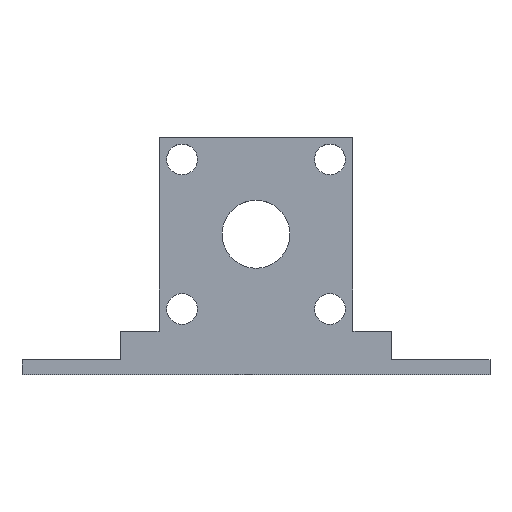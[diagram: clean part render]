
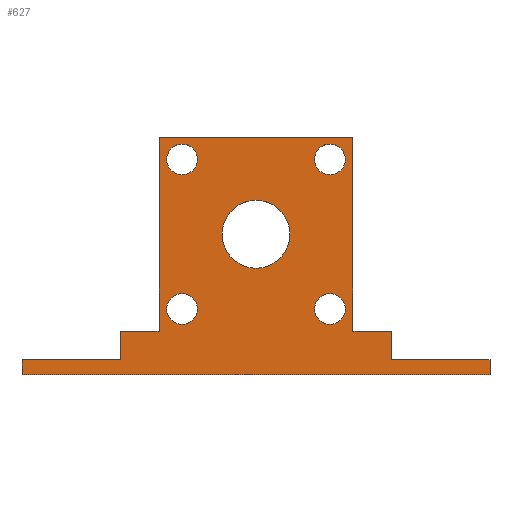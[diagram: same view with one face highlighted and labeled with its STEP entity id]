
A CAD part, top view. The second image highlights one B-rep face of the part: STEP entity #627.
In plain terms, the highlighted planar face has unit normal (0, 0, 1).
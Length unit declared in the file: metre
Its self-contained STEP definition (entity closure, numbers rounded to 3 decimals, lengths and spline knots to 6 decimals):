
#30=CIRCLE('',#681,0.0069);
#31=CIRCLE('',#684,0.003125);
#32=CIRCLE('',#685,0.003125);
#33=CIRCLE('',#686,0.003125);
#34=CIRCLE('',#687,0.003125);
#102=ORIENTED_EDGE('',*,*,#257,.F.);
#103=ORIENTED_EDGE('',*,*,#246,.F.);
#104=ORIENTED_EDGE('',*,*,#232,.F.);
#105=ORIENTED_EDGE('',*,*,#249,.T.);
#106=ORIENTED_EDGE('',*,*,#258,.F.);
#107=ORIENTED_EDGE('',*,*,#259,.T.);
#108=ORIENTED_EDGE('',*,*,#250,.T.);
#109=ORIENTED_EDGE('',*,*,#254,.T.);
#110=ORIENTED_EDGE('',*,*,#256,.F.);
#111=ORIENTED_EDGE('',*,*,#242,.F.);
#112=ORIENTED_EDGE('',*,*,#211,.T.);
#113=ORIENTED_EDGE('',*,*,#260,.F.);
#114=ORIENTED_EDGE('',*,*,#261,.T.);
#115=ORIENTED_EDGE('',*,*,#262,.T.);
#116=ORIENTED_EDGE('',*,*,#263,.T.);
#117=ORIENTED_EDGE('',*,*,#264,.T.);
#118=ORIENTED_EDGE('',*,*,#255,.F.);
#211=EDGE_CURVE('',#296,#295,#355,.T.);
#232=EDGE_CURVE('',#315,#316,#370,.T.);
#242=EDGE_CURVE('',#296,#324,#379,.T.);
#246=EDGE_CURVE('',#316,#326,#383,.T.);
#249=EDGE_CURVE('',#315,#328,#386,.T.);
#250=EDGE_CURVE('',#329,#330,#387,.T.);
#254=EDGE_CURVE('',#330,#331,#391,.T.);
#255=EDGE_CURVE('',#332,#332,#30,.T.);
#256=EDGE_CURVE('',#324,#331,#392,.T.);
#257=EDGE_CURVE('',#326,#333,#393,.T.);
#258=EDGE_CURVE('',#334,#328,#394,.T.);
#259=EDGE_CURVE('',#334,#329,#395,.T.);
#260=EDGE_CURVE('',#333,#295,#396,.T.);
#261=EDGE_CURVE('',#335,#335,#31,.T.);
#262=EDGE_CURVE('',#336,#336,#32,.T.);
#263=EDGE_CURVE('',#337,#337,#33,.T.);
#264=EDGE_CURVE('',#338,#338,#34,.T.);
#295=VERTEX_POINT('',#898);
#296=VERTEX_POINT('',#900);
#315=VERTEX_POINT('',#941);
#316=VERTEX_POINT('',#943);
#324=VERTEX_POINT('',#962);
#326=VERTEX_POINT('',#967);
#328=VERTEX_POINT('',#974);
#329=VERTEX_POINT('',#978);
#330=VERTEX_POINT('',#979);
#331=VERTEX_POINT('',#984);
#332=VERTEX_POINT('',#988);
#333=VERTEX_POINT('',#993);
#334=VERTEX_POINT('',#995);
#335=VERTEX_POINT('',#999);
#336=VERTEX_POINT('',#1001);
#337=VERTEX_POINT('',#1003);
#338=VERTEX_POINT('',#1005);
#355=LINE('',#899,#421);
#370=LINE('',#942,#436);
#379=LINE('',#961,#445);
#383=LINE('',#969,#449);
#386=LINE('',#975,#452);
#387=LINE('',#977,#453);
#391=LINE('',#985,#457);
#392=LINE('',#990,#458);
#393=LINE('',#992,#459);
#394=LINE('',#994,#460);
#395=LINE('',#996,#461);
#396=LINE('',#997,#462);
#421=VECTOR('',#724,1.);
#436=VECTOR('',#755,1.);
#445=VECTOR('',#768,1.);
#449=VECTOR('',#774,1.);
#452=VECTOR('',#779,1.);
#453=VECTOR('',#782,1.);
#457=VECTOR('',#788,1.);
#458=VECTOR('',#795,1.);
#459=VECTOR('',#798,1.);
#460=VECTOR('',#799,1.);
#461=VECTOR('',#800,1.);
#462=VECTOR('',#801,1.);
#501=EDGE_LOOP('',(#102,#103,#104,#105,#106,#107,#108,#109,#110,#111,#112,
#113));
#502=EDGE_LOOP('',(#114));
#503=EDGE_LOOP('',(#115));
#504=EDGE_LOOP('',(#116));
#505=EDGE_LOOP('',(#117));
#506=EDGE_LOOP('',(#118));
#555=FACE_BOUND('',#501,.T.);
#556=FACE_BOUND('',#502,.T.);
#557=FACE_BOUND('',#503,.T.);
#558=FACE_BOUND('',#504,.T.);
#559=FACE_BOUND('',#505,.T.);
#560=FACE_BOUND('',#506,.T.);
#602=PLANE('',#683);
#627=ADVANCED_FACE('',(#555,#556,#557,#558,#559,#560),#602,.T.);
#681=AXIS2_PLACEMENT_3D('',#987,#791,#792);
#683=AXIS2_PLACEMENT_3D('',#991,#796,#797);
#684=AXIS2_PLACEMENT_3D('',#998,#802,#803);
#685=AXIS2_PLACEMENT_3D('',#1000,#804,#805);
#686=AXIS2_PLACEMENT_3D('',#1002,#806,#807);
#687=AXIS2_PLACEMENT_3D('',#1004,#808,#809);
#724=DIRECTION('',(-1.,0.,0.));
#755=DIRECTION('',(-1.,0.,0.));
#768=DIRECTION('',(0.,1.,0.));
#774=DIRECTION('',(0.,1.,0.));
#779=DIRECTION('',(0.,1.,0.));
#782=DIRECTION('',(-1.,0.,0.));
#788=DIRECTION('',(0.,1.,0.));
#791=DIRECTION('',(0.,0.,1.));
#792=DIRECTION('',(0.,-1.,0.));
#795=DIRECTION('',(1.,0.,0.));
#796=DIRECTION('',(0.,0.,1.));
#797=DIRECTION('',(0.,-1.,0.));
#798=DIRECTION('',(1.,0.,0.));
#799=DIRECTION('',(1.,0.,0.));
#800=DIRECTION('',(0.,1.,0.));
#801=DIRECTION('',(0.,1.,0.));
#802=DIRECTION('',(0.,0.,-1.));
#803=DIRECTION('',(0.,1.,0.));
#804=DIRECTION('',(0.,0.,-1.));
#805=DIRECTION('',(0.,1.,0.));
#806=DIRECTION('',(0.,0.,-1.));
#807=DIRECTION('',(0.,1.,0.));
#808=DIRECTION('',(0.,0.,-1.));
#809=DIRECTION('',(0.,1.,0.));
#898=CARTESIAN_POINT('',(-0.027501,-0.019685,0.00724));
#899=CARTESIAN_POINT('',(0.,-0.019685,0.00724));
#900=CARTESIAN_POINT('',(-0.019685,-0.019685,0.00724));
#941=CARTESIAN_POINT('',(0.0475,-0.028485,0.00724));
#942=CARTESIAN_POINT('',(0.,-0.028485,0.00724));
#943=CARTESIAN_POINT('',(-0.0475,-0.028485,0.00724));
#961=CARTESIAN_POINT('',(-0.019685,0.,0.00724));
#962=CARTESIAN_POINT('',(-0.019685,0.019685,0.00724));
#967=CARTESIAN_POINT('',(-0.0475,-0.025485,0.00724));
#969=CARTESIAN_POINT('',(-0.0475,0.,0.00724));
#974=CARTESIAN_POINT('',(0.0475,-0.025485,0.00724));
#975=CARTESIAN_POINT('',(0.0475,0.,0.00724));
#977=CARTESIAN_POINT('',(0.,-0.019685,0.00724));
#978=CARTESIAN_POINT('',(0.027501,-0.019685,0.00724));
#979=CARTESIAN_POINT('',(0.019685,-0.019685,0.00724));
#984=CARTESIAN_POINT('',(0.019685,0.019685,0.00724));
#985=CARTESIAN_POINT('',(0.019685,0.,0.00724));
#987=CARTESIAN_POINT('',(0.,0.,0.00724));
#988=CARTESIAN_POINT('',(0.,-0.0069,0.00724));
#990=CARTESIAN_POINT('',(0.,0.019685,0.00724));
#991=CARTESIAN_POINT('',(0.,0.,0.00724));
#992=CARTESIAN_POINT('',(-0.027501,-0.025485,0.00724));
#993=CARTESIAN_POINT('',(-0.027501,-0.025485,0.00724));
#994=CARTESIAN_POINT('',(0.027501,-0.025485,0.00724));
#995=CARTESIAN_POINT('',(0.027501,-0.025485,0.00724));
#996=CARTESIAN_POINT('',(0.027501,-0.049754,0.00724));
#997=CARTESIAN_POINT('',(-0.027501,-0.049754,0.00724));
#998=CARTESIAN_POINT('',(-0.015,0.015185,0.00724));
#999=CARTESIAN_POINT('',(-0.015,0.01831,0.00724));
#1000=CARTESIAN_POINT('',(0.015,0.015185,0.00724));
#1001=CARTESIAN_POINT('',(0.015,0.01831,0.00724));
#1002=CARTESIAN_POINT('',(0.015,-0.015185,0.00724));
#1003=CARTESIAN_POINT('',(0.015,-0.01206,0.00724));
#1004=CARTESIAN_POINT('',(-0.015,-0.015185,0.00724));
#1005=CARTESIAN_POINT('',(-0.015,-0.01206,0.00724));
